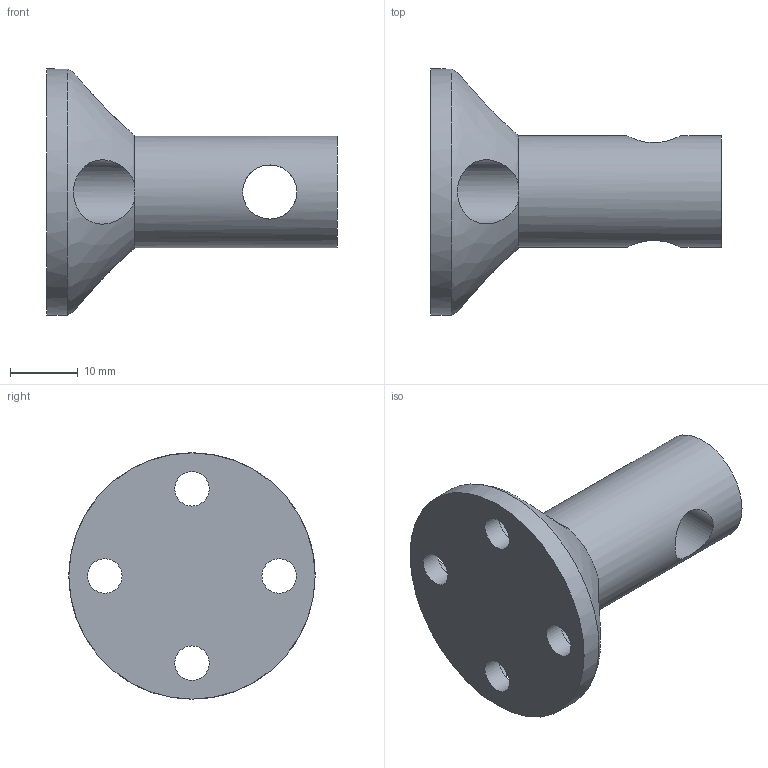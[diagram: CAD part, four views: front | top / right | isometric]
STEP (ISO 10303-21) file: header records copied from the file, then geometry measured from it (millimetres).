
FILE_DESCRIPTION(/* description */ (''),/* implementation_level */ '2;1');
FILE_NAME(/* name */ 'ForceShaft.step',/* time_stamp */ '2021-05-10T18:47:00+02:00',/* author */ (''),/* organization */ (''),/* preprocessor_version */ 'ST-DEVELOPER v18.1',/* originating_system */ 'Autodesk Translation Framework v10.6.0.1341',/* authorisation */ '');
FILE_SCHEMA (('AUTOMOTIVE_DESIGN { 1 0 10303 214 3 1 1 }'));
Length unit declared in the file: millimetre
Products named in the file (4): WeightMount_Force; BottomPlate; Extension2Shaft; Part2
Assembly tree (3 placements, depth 3):
  WeightMount_Force
    BottomPlate
    Extension2Shaft
      Part2
Bounding box: 43 x 36.38 x 36.38 mm (x, y, z)
Volume: 13085.2 mm3; surface area: 5206.6 mm2
Topology: 1 solids, 1 shells, 26 faces, 67 edges, 41 vertices
Faces by surface type: plane 14, cylinder 11, bspline 1
Full cylindrical faces by diameter (mm): 5.1 x4, 8 x1, 9.5 x4, 16.5 x1, 36.384 x1
Entity records: 1371 total; most frequent: CARTESIAN_POINT 632, DIRECTION 144, ORIENTED_EDGE 132, EDGE_CURVE 66, AXIS2_PLACEMENT_3D 66, VERTEX_POINT 41, EDGE_LOOP 35, CIRCLE 34
